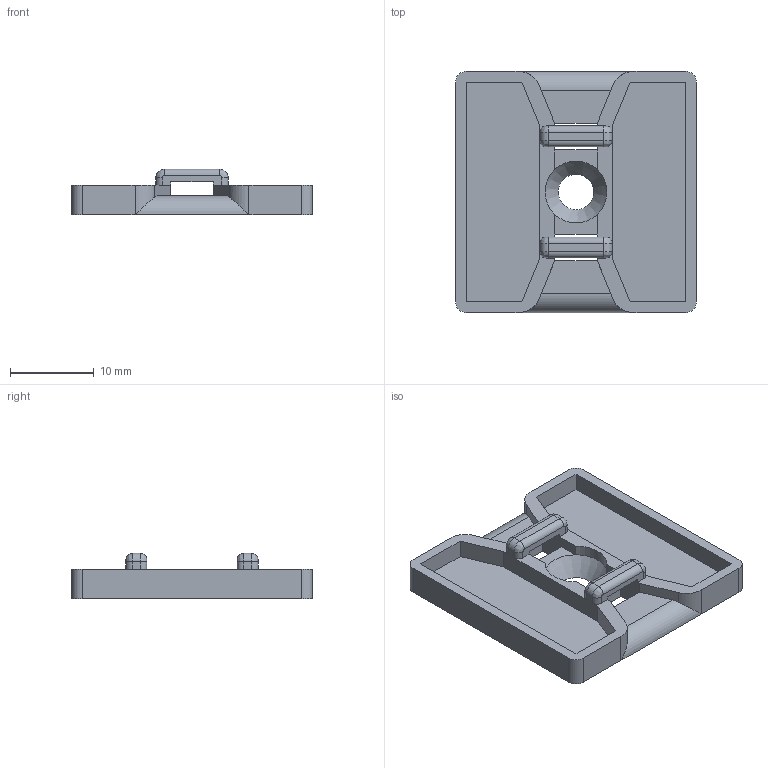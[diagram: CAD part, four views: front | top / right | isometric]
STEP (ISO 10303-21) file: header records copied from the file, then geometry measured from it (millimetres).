
FILE_DESCRIPTION(/* description */ (''),/* implementation_level */ '2;1');
FILE_NAME(/* name */ 'PANDUIT_ABMS-A',/* time_stamp */ '2011-11-11T12:33:19-06:00',/* author */ (''),/* organization */ (''),/* preprocessor_version */ 'ST-DEVELOPER v9',/* originating_system */ 'UGS - NX 3.0',/* authorisation */ '');
FILE_SCHEMA (('CONFIG_CONTROL_DESIGN'));
Length unit declared in the file: inch
Products named in the file (1): bwg184Fib5i
Bounding box: 28.7 x 28.7 x 5.41 mm (x, y, z)
Volume: 1576.1 mm3; surface area: 2480 mm2
Topology: 1 solids, 1 shells, 86 faces, 245 edges, 154 vertices
Faces by surface type: plane 49, cylinder 28, bspline 8, cone 1
Entity records: 3002 total; most frequent: CARTESIAN_POINT 663, ORIENTED_EDGE 486, DIRECTION 460, EDGE_CURVE 243, LINE 176, VECTOR 176, VERTEX_POINT 153, AXIS2_PLACEMENT_3D 142
